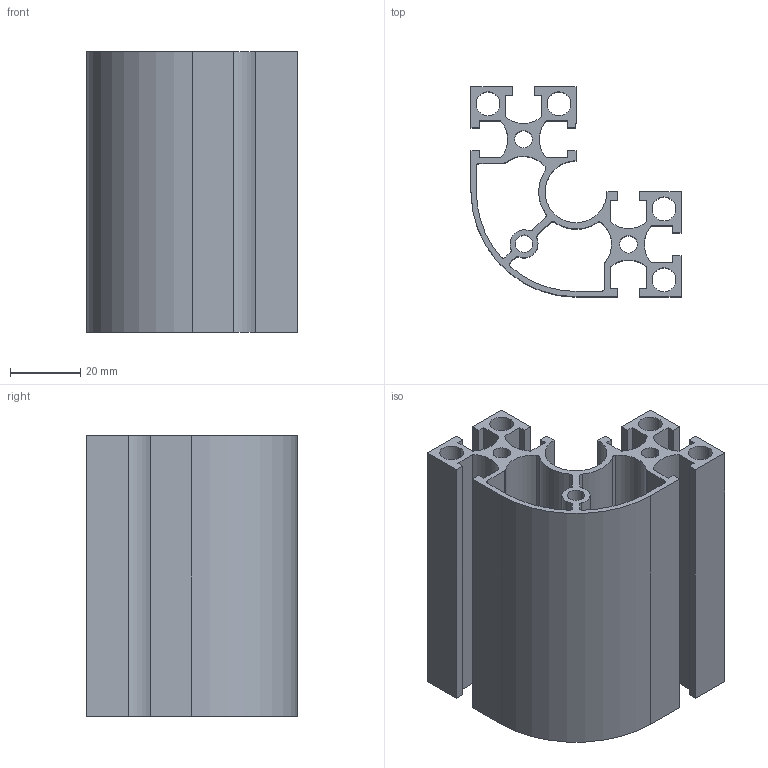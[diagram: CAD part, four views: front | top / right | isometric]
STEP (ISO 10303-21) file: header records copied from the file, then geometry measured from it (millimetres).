
FILE_DESCRIPTION (( 'STEP AP203' ), '1' );
FILE_NAME ('6060E.step', '2023-05-12T09:13:58', ( '' ), ( '' ), 'SwSTEP 2.0', 'SolidWorks 2021', '' );
FILE_SCHEMA (( 'CONFIG_CONTROL_DESIGN' ));
Length unit declared in the file: millimetre
Products named in the file (1): 6060E
Bounding box: 60 x 60 x 80 mm (x, y, z)
Volume: 59655.4 mm3; surface area: 58218.1 mm2
Topology: 1 solids, 1 shells, 109 faces, 321 edges, 214 vertices
Faces by surface type: plane 58, cylinder 51
Entity records: 3770 total; most frequent: CARTESIAN_POINT 645, DIRECTION 643, ORIENTED_EDGE 642, EDGE_CURVE 321, VECTOR 219, LINE 219, VERTEX_POINT 214, AXIS2_PLACEMENT_3D 212
